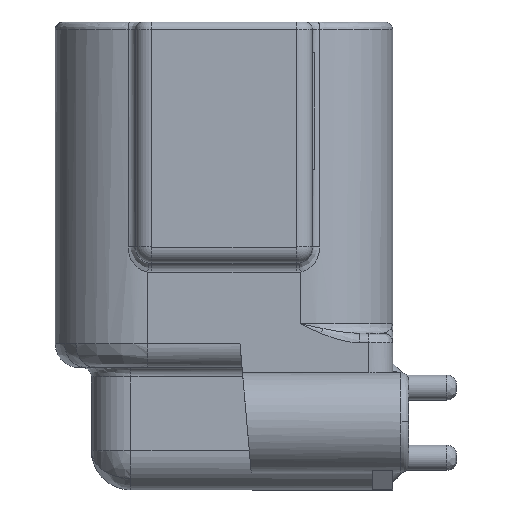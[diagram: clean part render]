
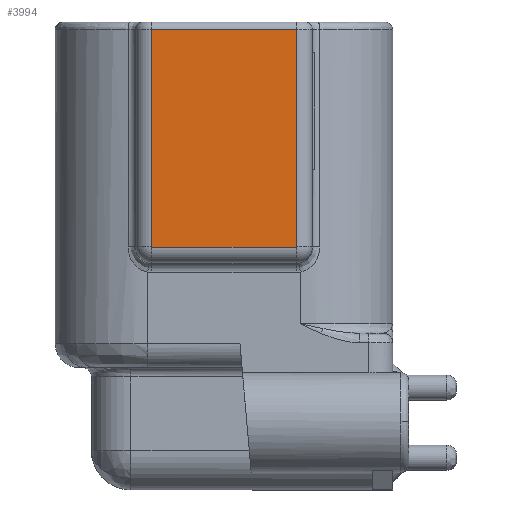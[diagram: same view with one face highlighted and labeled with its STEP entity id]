
A CAD part, left-side view. The second image highlights one B-rep face of the part: STEP entity #3994.
In plain terms, the highlighted planar face has unit normal (-1, 0, 0).
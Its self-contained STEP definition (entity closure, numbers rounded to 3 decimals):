
#75 = CARTESIAN_POINT ( 'NONE',  ( -14.122, 4.588, 0. ) ) ;
#172 = CARTESIAN_POINT ( 'NONE',  ( -14.122, 4.572, -14.24 ) ) ;
#624 = ORIENTED_EDGE ( 'NONE', *, *, #5187, .T. ) ;
#1011 = FACE_OUTER_BOUND ( 'NONE', #16569, .T. ) ;
#1209 = CARTESIAN_POINT ( 'NONE',  ( -14.122, 4.572, -14.24 ) ) ;
#1235 = ORIENTED_EDGE ( 'NONE', *, *, #4573, .F. ) ;
#1641 = CARTESIAN_POINT ( 'NONE',  ( -14.122, 0., 0. ) ) ;
#1734 = VERTEX_POINT ( 'NONE', #12605 ) ;
#2140 = CARTESIAN_POINT ( 'NONE',  ( -14.122, -4.582, -14.239 ) ) ;
#2364 = CARTESIAN_POINT ( 'NONE',  ( -14.122, -4.572, -14.24 ) ) ;
#2368 = VERTEX_POINT ( 'NONE', #6702 ) ;
#2521 = CARTESIAN_POINT ( 'NONE',  ( -14.122, 4.583, -14.236 ) ) ;
#2704 = DIRECTION ( 'NONE',  ( 0., 0., -1. ) ) ;
#2763 = DIRECTION ( 'NONE',  ( 0., 0., -1. ) ) ;
#2970 = CARTESIAN_POINT ( 'NONE',  ( -14.122, -4.572, -14.24 ) ) ;
#3032 = ORIENTED_EDGE ( 'NONE', *, *, #10820, .T. ) ;
#3091 = VECTOR ( 'NONE', #7502, 1000. ) ;
#3216 = CARTESIAN_POINT ( 'NONE',  ( -14.122, -4.588, -0.5 ) ) ;
#3227 = VECTOR ( 'NONE', #2704, 1000. ) ;
#3994 = ADVANCED_FACE ( 'NONE', ( #1011 ), #16723, .T. ) ;
#4099 = DIRECTION ( 'NONE',  ( 0., 0., 1. ) ) ;
#4573 = EDGE_CURVE ( 'NONE', #16788, #1734, #11586, .T. ) ;
#5187 = EDGE_CURVE ( 'NONE', #15850, #1734, #12669, .T. ) ;
#6702 = CARTESIAN_POINT ( 'NONE',  ( -14.122, 4.588, -0.5 ) ) ;
#6912 = EDGE_CURVE ( 'NONE', #15772, #12851, #15196, .T. ) ;
#7195 = CARTESIAN_POINT ( 'NONE',  ( -14.122, 4.588, -14.224 ) ) ;
#7502 = DIRECTION ( 'NONE',  ( 0., -1., 0. ) ) ;
#8668 = CARTESIAN_POINT ( 'NONE',  ( -14.122, -4.587, -14.234 ) ) ;
#10066 = ORIENTED_EDGE ( 'NONE', *, *, #14501, .T. ) ;
#10293 = CARTESIAN_POINT ( 'NONE',  ( -14.122, 4.574, -14.24 ) ) ;
#10408 = CARTESIAN_POINT ( 'NONE',  ( -14.122, 4.576, -14.239 ) ) ;
#10615 = AXIS2_PLACEMENT_3D ( 'NONE', #1641, #15941, #4099 ) ;
#10820 = EDGE_CURVE ( 'NONE', #2368, #12851, #15595, .T. ) ;
#11410 = VECTOR ( 'NONE', #11993, 1000. ) ;
#11586 = LINE ( 'NONE', #12834, #3227 ) ;
#11624 = CARTESIAN_POINT ( 'NONE',  ( -14.122, 4.588, -14.224 ) ) ;
#11737 = CARTESIAN_POINT ( 'NONE',  ( -14.122, 4.58, -14.238 ) ) ;
#11897 = CARTESIAN_POINT ( 'NONE',  ( -14.122, 0., -14.24 ) ) ;
#11993 = DIRECTION ( 'NONE',  ( 0., -1., 0. ) ) ;
#12269 = ORIENTED_EDGE ( 'NONE', *, *, #6912, .F. ) ;
#12437 = EDGE_CURVE ( 'NONE', #2368, #16788, #15342, .T. ) ;
#12605 = CARTESIAN_POINT ( 'NONE',  ( -14.122, -4.588, -14.224 ) ) ;
#12661 = CARTESIAN_POINT ( 'NONE',  ( -14.122, -4.588, -14.224 ) ) ;
#12669 = B_SPLINE_CURVE_WITH_KNOTS ( 'NONE', 3,
 ( #2364, #2140, #8668, #12661 ),
 .UNSPECIFIED., .F., .F.,
 ( 4, 4 ),
 ( 0., 1. ),
 .UNSPECIFIED. ) ;
#12834 = CARTESIAN_POINT ( 'NONE',  ( -14.122, -4.588, -14.295 ) ) ;
#12851 = VERTEX_POINT ( 'NONE', #7195 ) ;
#13039 = CARTESIAN_POINT ( 'NONE',  ( -14.122, 4.584, -14.235 ) ) ;
#14247 = CARTESIAN_POINT ( 'NONE',  ( -14.122, 4.588, -14.227 ) ) ;
#14501 = EDGE_CURVE ( 'NONE', #15772, #15850, #15308, .T. ) ;
#15196 = B_SPLINE_CURVE_WITH_KNOTS ( 'NONE', 3,
 ( #1209, #10293, #10408, #11737, #2521, #13039, #14247, #11624 ),
 .UNSPECIFIED., .F., .F.,
 ( 4, 2, 2, 4 ),
 ( 0., 0.25, 0.5, 1. ),
 .UNSPECIFIED. ) ;
#15308 = LINE ( 'NONE', #11897, #11410 ) ;
#15330 = ORIENTED_EDGE ( 'NONE', *, *, #12437, .F. ) ;
#15342 = LINE ( 'NONE', #15477, #3091 ) ;
#15477 = CARTESIAN_POINT ( 'NONE',  ( -14.122, -40.822, -0.5 ) ) ;
#15595 = LINE ( 'NONE', #75, #16388 ) ;
#15772 = VERTEX_POINT ( 'NONE', #172 ) ;
#15850 = VERTEX_POINT ( 'NONE', #2970 ) ;
#15941 = DIRECTION ( 'NONE',  ( -1., 0., 0. ) ) ;
#16388 = VECTOR ( 'NONE', #2763, 1000. ) ;
#16569 = EDGE_LOOP ( 'NONE', ( #1235, #15330, #3032, #12269, #10066, #624 ) ) ;
#16723 = PLANE ( 'NONE',  #10615 ) ;
#16788 = VERTEX_POINT ( 'NONE', #3216 ) ;
